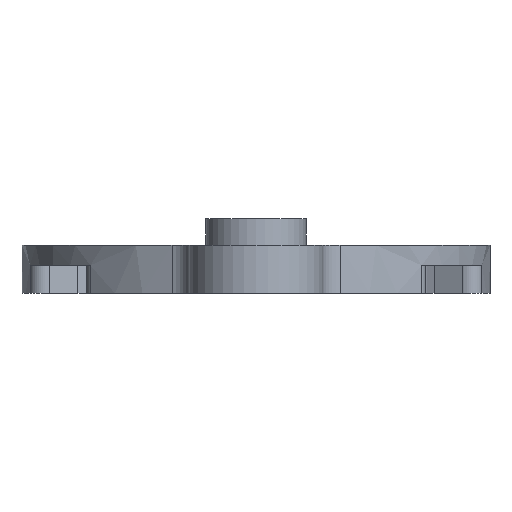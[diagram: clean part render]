
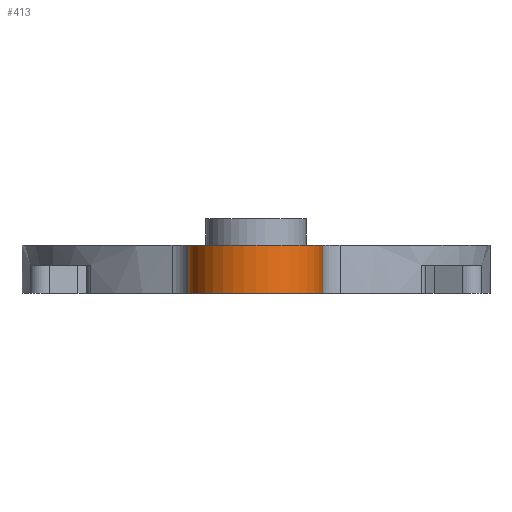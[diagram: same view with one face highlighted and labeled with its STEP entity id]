
A CAD part, front view. The second image highlights one B-rep face of the part: STEP entity #413.
In plain terms, the highlighted cylindrical face has radius 5 mm (diameter 10 mm), a partial arc.
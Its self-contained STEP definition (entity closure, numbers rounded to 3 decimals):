
#5 = FACE_OUTER_BOUND ( 'NONE', #959, .T. ) ;
#60 = CARTESIAN_POINT ( 'NONE',  ( -5., 0., 3.6 ) ) ;
#70 = LINE ( 'NONE', #60, #1449 ) ;
#72 = VERTEX_POINT ( 'NONE', #1675 ) ;
#144 = CARTESIAN_POINT ( 'NONE',  ( -5., 0., 3.6 ) ) ;
#151 = EDGE_CURVE ( 'NONE', #2041, #1906, #70, .T. ) ;
#178 = ORIENTED_EDGE ( 'NONE', *, *, #205, .T. ) ;
#205 = EDGE_CURVE ( 'NONE', #1906, #72, #1745, .T. ) ;
#253 = DIRECTION ( 'NONE',  ( 0., 0., 1. ) ) ;
#270 = ORIENTED_EDGE ( 'NONE', *, *, #1869, .F. ) ;
#275 = AXIS2_PLACEMENT_3D ( 'NONE', #1008, #997, #1729 ) ;
#396 = DIRECTION ( 'NONE',  ( 1., 0., 0. ) ) ;
#413 = ADVANCED_FACE ( 'NONE', ( #5 ), #1067, .T. ) ;
#472 = AXIS2_PLACEMENT_3D ( 'NONE', #1261, #1045, #1088 ) ;
#612 = DIRECTION ( 'NONE',  ( 0., 0., -1. ) ) ;
#655 = AXIS2_PLACEMENT_3D ( 'NONE', #1483, #253, #396 ) ;
#743 = CARTESIAN_POINT ( 'NONE',  ( 5., 0., 3.6 ) ) ;
#959 = EDGE_LOOP ( 'NONE', ( #178, #1198, #270, #1345 ) ) ;
#965 = CARTESIAN_POINT ( 'NONE',  ( 5., 0., 3.6 ) ) ;
#981 = VECTOR ( 'NONE', #1508, 1000. ) ;
#997 = DIRECTION ( 'NONE',  ( 0., 0., 1. ) ) ;
#1008 = CARTESIAN_POINT ( 'NONE',  ( 0., 0., 0. ) ) ;
#1014 = CARTESIAN_POINT ( 'NONE',  ( -5., 0., 0. ) ) ;
#1029 = CIRCLE ( 'NONE', #655, 5. ) ;
#1045 = DIRECTION ( 'NONE',  ( 0., 0., -1. ) ) ;
#1067 = CYLINDRICAL_SURFACE ( 'NONE', #472, 5. ) ;
#1088 = DIRECTION ( 'NONE',  ( -1., 0., 0. ) ) ;
#1198 = ORIENTED_EDGE ( 'NONE', *, *, #1389, .F. ) ;
#1261 = CARTESIAN_POINT ( 'NONE',  ( 0., 0., 3.6 ) ) ;
#1345 = ORIENTED_EDGE ( 'NONE', *, *, #151, .T. ) ;
#1389 = EDGE_CURVE ( 'NONE', #1843, #72, #2214, .T. ) ;
#1449 = VECTOR ( 'NONE', #612, 1000. ) ;
#1483 = CARTESIAN_POINT ( 'NONE',  ( 0., 0., 3.6 ) ) ;
#1508 = DIRECTION ( 'NONE',  ( 0., 0., -1. ) ) ;
#1675 = CARTESIAN_POINT ( 'NONE',  ( 5., 0., 0. ) ) ;
#1729 = DIRECTION ( 'NONE',  ( 1., 0., 0. ) ) ;
#1745 = CIRCLE ( 'NONE', #275, 5. ) ;
#1843 = VERTEX_POINT ( 'NONE', #743 ) ;
#1869 = EDGE_CURVE ( 'NONE', #2041, #1843, #1029, .T. ) ;
#1906 = VERTEX_POINT ( 'NONE', #1014 ) ;
#2041 = VERTEX_POINT ( 'NONE', #144 ) ;
#2214 = LINE ( 'NONE', #965, #981 ) ;
